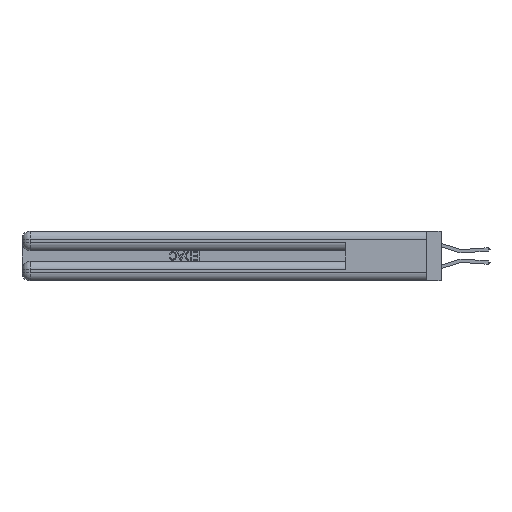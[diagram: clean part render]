
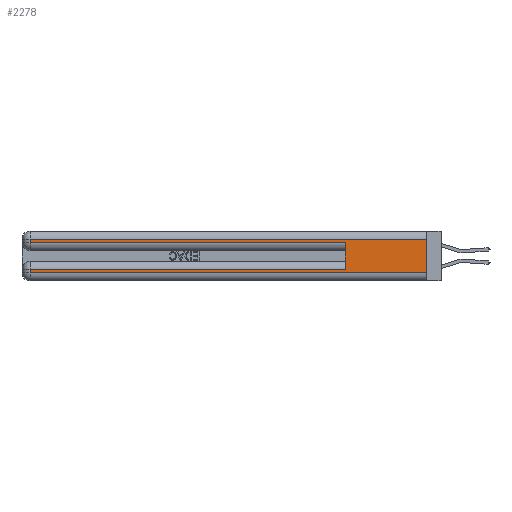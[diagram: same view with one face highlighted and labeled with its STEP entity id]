
A CAD part, left-side view. The second image highlights one B-rep face of the part: STEP entity #2278.
In plain terms, the highlighted planar face has unit normal (-1, 0, 0).
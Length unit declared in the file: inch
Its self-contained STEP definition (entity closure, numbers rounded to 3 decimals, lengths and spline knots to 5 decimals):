
#116 = LINE ( 'NONE', #27508, #35447 ) ;
#266 = EDGE_CURVE ( 'NONE', #36096, #39948, #116, .T. ) ;
#533 = EDGE_CURVE ( 'NONE', #11217, #26032, #30537, .T. ) ;
#631 = EDGE_CURVE ( 'NONE', #39948, #26032, #14504, .T. ) ;
#1125 = ORIENTED_EDGE ( 'NONE', *, *, #266, .T. ) ;
#1641 = EDGE_LOOP ( 'NONE', ( #5588, #36064, #7132, #6943, #21887, #14764, #1125, #41694 ) ) ;
#1662 = AXIS2_PLACEMENT_3D ( 'NONE', #28857, #39213, #22579 ) ;
#2278 = ADVANCED_FACE ( 'NONE', ( #11798 ), #8681, .F. ) ;
#2420 = DIRECTION ( 'NONE',  ( 0., 0., 1. ) ) ;
#2620 = DIRECTION ( 'NONE',  ( 0., -1., 0. ) ) ;
#3031 = CARTESIAN_POINT ( 'NONE',  ( 0., 0., 0.06 ) ) ;
#3446 = EDGE_CURVE ( 'NONE', #29716, #36096, #40136, .T. ) ;
#5588 = ORIENTED_EDGE ( 'NONE', *, *, #533, .F. ) ;
#6136 = DIRECTION ( 'NONE',  ( 0., 1., 0. ) ) ;
#6943 = ORIENTED_EDGE ( 'NONE', *, *, #30739, .T. ) ;
#7132 = ORIENTED_EDGE ( 'NONE', *, *, #25887, .T. ) ;
#7389 = LINE ( 'NONE', #33439, #19180 ) ;
#8200 = LINE ( 'NONE', #12233, #19919 ) ;
#8681 = PLANE ( 'NONE',  #1662 ) ;
#8786 = CARTESIAN_POINT ( 'NONE',  ( 0., 2.94, 0.085 ) ) ;
#9024 = CARTESIAN_POINT ( 'NONE',  ( 0., 0., 0.31 ) ) ;
#10629 = CARTESIAN_POINT ( 'NONE',  ( 0., 2.94, 0.06 ) ) ;
#11217 = VERTEX_POINT ( 'NONE', #9024 ) ;
#11798 = FACE_OUTER_BOUND ( 'NONE', #1641, .T. ) ;
#12233 = CARTESIAN_POINT ( 'NONE',  ( 0., 0.6, 0.145 ) ) ;
#14504 = LINE ( 'NONE', #3031, #22554 ) ;
#14764 = ORIENTED_EDGE ( 'NONE', *, *, #3446, .T. ) ;
#15136 = VERTEX_POINT ( 'NONE', #15638 ) ;
#15638 = CARTESIAN_POINT ( 'NONE',  ( 0., 2.94, 0.285 ) ) ;
#15798 = DIRECTION ( 'NONE',  ( 0., -1., 0. ) ) ;
#16843 = CARTESIAN_POINT ( 'NONE',  ( 0., 0., 0.085 ) ) ;
#19180 = VECTOR ( 'NONE', #39886, 39.37008 ) ;
#19303 = DIRECTION ( 'NONE',  ( 0., 0., -1. ) ) ;
#19919 = VECTOR ( 'NONE', #2420, 39.37008 ) ;
#20917 = CARTESIAN_POINT ( 'NONE',  ( 0., 0., 0.06 ) ) ;
#21887 = ORIENTED_EDGE ( 'NONE', *, *, #41252, .F. ) ;
#21996 = VERTEX_POINT ( 'NONE', #35399 ) ;
#22476 = CARTESIAN_POINT ( 'NONE',  ( 0., 0.6, 0.285 ) ) ;
#22554 = VECTOR ( 'NONE', #2620, 39.37008 ) ;
#22579 = DIRECTION ( 'NONE',  ( 0., 0., -1. ) ) ;
#24374 = DIRECTION ( 'NONE',  ( 0., 0., -1. ) ) ;
#25749 = CARTESIAN_POINT ( 'NONE',  ( 0., 0., 0.37 ) ) ;
#25887 = EDGE_CURVE ( 'NONE', #21996, #15136, #28148, .T. ) ;
#26032 = VERTEX_POINT ( 'NONE', #20917 ) ;
#27508 = CARTESIAN_POINT ( 'NONE',  ( 0., 2.94, 0.37 ) ) ;
#28148 = LINE ( 'NONE', #29067, #38370 ) ;
#28857 = CARTESIAN_POINT ( 'NONE',  ( 0., 0., 0.37 ) ) ;
#29067 = CARTESIAN_POINT ( 'NONE',  ( 0., 2.94, 0.37 ) ) ;
#29716 = VERTEX_POINT ( 'NONE', #40093 ) ;
#30537 = LINE ( 'NONE', #25749, #42907 ) ;
#30739 = EDGE_CURVE ( 'NONE', #15136, #40110, #38369, .T. ) ;
#33191 = VECTOR ( 'NONE', #6136, 39.37008 ) ;
#33439 = CARTESIAN_POINT ( 'NONE',  ( 0., 0., 0.31 ) ) ;
#35399 = CARTESIAN_POINT ( 'NONE',  ( 0., 2.94, 0.31 ) ) ;
#35447 = VECTOR ( 'NONE', #24374, 39.37008 ) ;
#36064 = ORIENTED_EDGE ( 'NONE', *, *, #38250, .T. ) ;
#36096 = VERTEX_POINT ( 'NONE', #8786 ) ;
#36162 = CARTESIAN_POINT ( 'NONE',  ( 0., 0., 0.285 ) ) ;
#36256 = VECTOR ( 'NONE', #15798, 39.37008 ) ;
#37433 = DIRECTION ( 'NONE',  ( 0., 0., -1. ) ) ;
#38250 = EDGE_CURVE ( 'NONE', #11217, #21996, #7389, .T. ) ;
#38369 = LINE ( 'NONE', #36162, #36256 ) ;
#38370 = VECTOR ( 'NONE', #37433, 39.37008 ) ;
#39213 = DIRECTION ( 'NONE',  ( 1., 0., 0. ) ) ;
#39886 = DIRECTION ( 'NONE',  ( 0., 1., 0. ) ) ;
#39948 = VERTEX_POINT ( 'NONE', #10629 ) ;
#40093 = CARTESIAN_POINT ( 'NONE',  ( 0., 0.6, 0.085 ) ) ;
#40110 = VERTEX_POINT ( 'NONE', #22476 ) ;
#40136 = LINE ( 'NONE', #16843, #33191 ) ;
#41252 = EDGE_CURVE ( 'NONE', #29716, #40110, #8200, .T. ) ;
#41694 = ORIENTED_EDGE ( 'NONE', *, *, #631, .T. ) ;
#42907 = VECTOR ( 'NONE', #19303, 39.37008 ) ;
